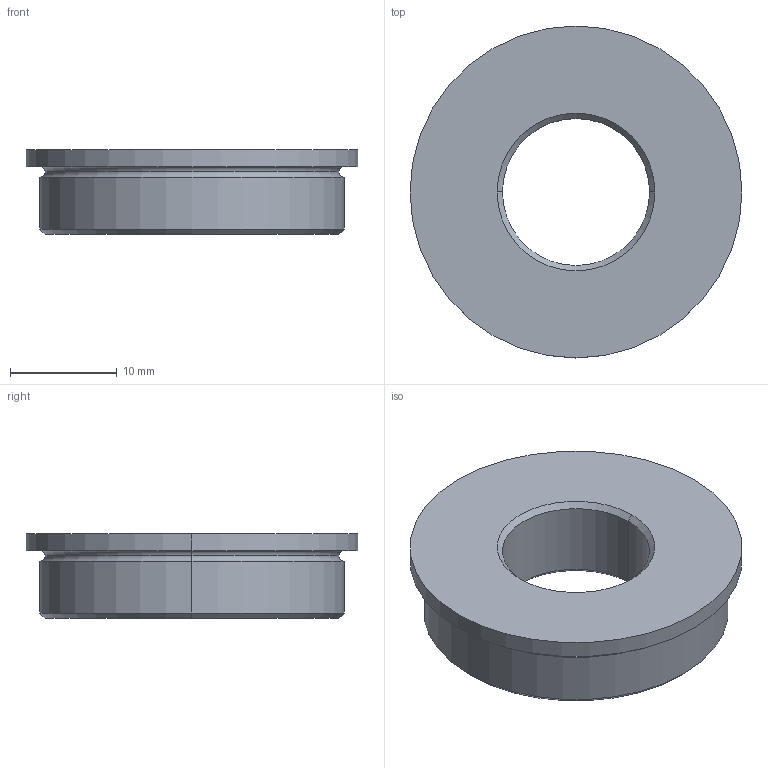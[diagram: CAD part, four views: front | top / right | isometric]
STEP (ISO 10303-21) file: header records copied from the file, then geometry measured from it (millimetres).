
FILE_DESCRIPTION (( 'STEP AP203' ), '1' );
FILE_NAME ('Bushing 13.75mm ID x X.XXin OD METAL.STEP', '2024-08-02T16:00:34', ( '' ), ( '' ), 'SwSTEP 2.0', 'SolidWorks 2022', '' );
FILE_SCHEMA (( 'CONFIG_CONTROL_DESIGN' ));
Length unit declared in the file: millimetre
Products named in the file (1): Bushing 13.75mm ID x X.XXin OD METAL
Bounding box: 31.11 x 31.11 x 7.94 mm (x, y, z)
Volume: 4026.2 mm3; surface area: 2287.1 mm2
Topology: 1 solids, 1 shells, 19 faces, 38 edges, 22 vertices
Faces by surface type: cone 6, cylinder 6, torus 4, plane 3
Entity records: 579 total; most frequent: DIRECTION 104, CARTESIAN_POINT 80, ORIENTED_EDGE 76, AXIS2_PLACEMENT_3D 46, EDGE_CURVE 38, CIRCLE 26, EDGE_LOOP 22, VERTEX_POINT 22
